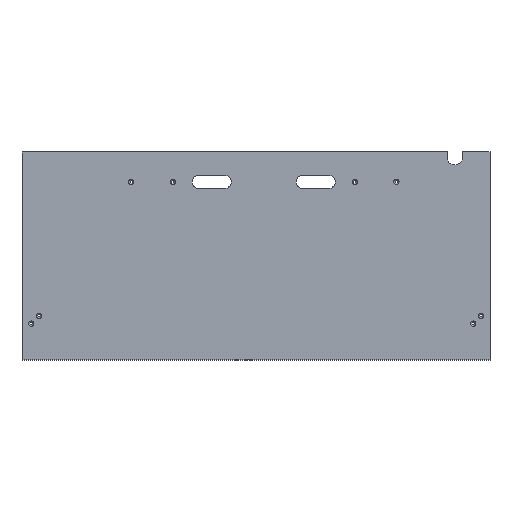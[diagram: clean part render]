
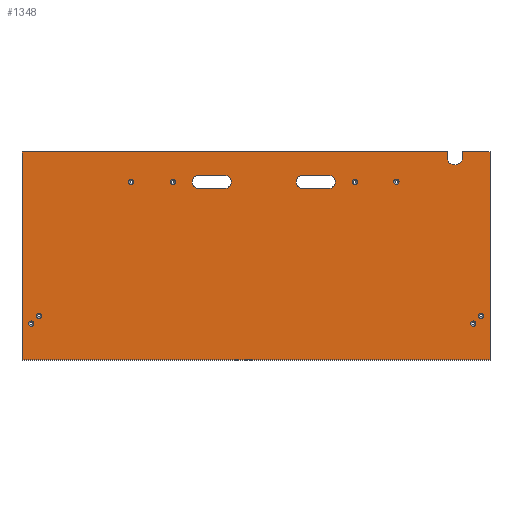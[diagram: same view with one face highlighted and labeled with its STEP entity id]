
A CAD part, top view. The second image highlights one B-rep face of the part: STEP entity #1348.
In plain terms, the highlighted planar face has unit normal (0, 0, 1).
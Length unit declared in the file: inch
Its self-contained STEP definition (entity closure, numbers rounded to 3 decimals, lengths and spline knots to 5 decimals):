
#41=PLANE('',#1534);
#77=LINE('',#2145,#179);
#81=LINE('',#2155,#183);
#82=LINE('',#2157,#184);
#83=LINE('',#2159,#185);
#84=LINE('',#2161,#186);
#85=LINE('',#2163,#187);
#86=LINE('',#2164,#188);
#87=LINE('',#2166,#189);
#88=LINE('',#2169,#190);
#89=LINE('',#2171,#191);
#90=LINE('',#2174,#192);
#179=VECTOR('',#1744,39.37008);
#183=VECTOR('',#1752,39.37008);
#184=VECTOR('',#1753,39.37008);
#185=VECTOR('',#1754,39.37008);
#186=VECTOR('',#1755,39.37008);
#187=VECTOR('',#1756,39.37008);
#188=VECTOR('',#1757,39.37008);
#189=VECTOR('',#1758,39.37008);
#190=VECTOR('',#1761,39.37008);
#191=VECTOR('',#1762,39.37008);
#192=VECTOR('',#1765,39.37008);
#326=FACE_BOUND('',#468,.T.);
#327=FACE_BOUND('',#469,.T.);
#328=FACE_BOUND('',#470,.T.);
#329=FACE_BOUND('',#471,.T.);
#330=FACE_BOUND('',#472,.T.);
#331=FACE_BOUND('',#473,.T.);
#332=FACE_BOUND('',#474,.T.);
#333=FACE_BOUND('',#475,.T.);
#334=FACE_BOUND('',#476,.T.);
#335=FACE_BOUND('',#477,.T.);
#377=FACE_OUTER_BOUND('',#467,.T.);
#467=EDGE_LOOP('',(#976,#977,#978,#979,#980,#981,#982,#983));
#468=EDGE_LOOP('',(#984));
#469=EDGE_LOOP('',(#985));
#470=EDGE_LOOP('',(#986));
#471=EDGE_LOOP('',(#987));
#472=EDGE_LOOP('',(#988));
#473=EDGE_LOOP('',(#989));
#474=EDGE_LOOP('',(#990));
#475=EDGE_LOOP('',(#991));
#476=EDGE_LOOP('',(#992,#993,#994,#995));
#477=EDGE_LOOP('',(#996,#997,#998,#999));
#555=CIRCLE('',#1489,0.2535);
#558=CIRCLE('',#1494,0.2535);
#561=CIRCLE('',#1499,0.2535);
#564=CIRCLE('',#1504,0.2535);
#567=CIRCLE('',#1509,0.2535);
#570=CIRCLE('',#1514,0.2535);
#573=CIRCLE('',#1519,0.2535);
#576=CIRCLE('',#1524,0.2535);
#579=CIRCLE('',#1529,0.625);
#581=CIRCLE('',#1532,0.625);
#582=CIRCLE('',#1535,0.75);
#583=CIRCLE('',#1536,0.625);
#584=CIRCLE('',#1537,0.625);
#629=VERTEX_POINT('',#2063);
#632=VERTEX_POINT('',#2071);
#635=VERTEX_POINT('',#2079);
#638=VERTEX_POINT('',#2087);
#641=VERTEX_POINT('',#2095);
#644=VERTEX_POINT('',#2103);
#647=VERTEX_POINT('',#2111);
#650=VERTEX_POINT('',#2119);
#654=VERTEX_POINT('',#2128);
#655=VERTEX_POINT('',#2130);
#658=VERTEX_POINT('',#2137);
#659=VERTEX_POINT('',#2139);
#660=VERTEX_POINT('',#2143);
#661=VERTEX_POINT('',#2144);
#664=VERTEX_POINT('',#2152);
#665=VERTEX_POINT('',#2153);
#666=VERTEX_POINT('',#2156);
#667=VERTEX_POINT('',#2158);
#668=VERTEX_POINT('',#2160);
#669=VERTEX_POINT('',#2162);
#670=VERTEX_POINT('',#2165);
#671=VERTEX_POINT('',#2167);
#672=VERTEX_POINT('',#2170);
#673=VERTEX_POINT('',#2172);
#757=EDGE_CURVE('',#629,#629,#555,.T.);
#760=EDGE_CURVE('',#632,#632,#558,.T.);
#763=EDGE_CURVE('',#635,#635,#561,.T.);
#766=EDGE_CURVE('',#638,#638,#564,.T.);
#769=EDGE_CURVE('',#641,#641,#567,.T.);
#772=EDGE_CURVE('',#644,#644,#570,.T.);
#775=EDGE_CURVE('',#647,#647,#573,.T.);
#778=EDGE_CURVE('',#650,#650,#576,.T.);
#782=EDGE_CURVE('',#654,#655,#579,.T.);
#786=EDGE_CURVE('',#658,#659,#581,.T.);
#788=EDGE_CURVE('',#660,#661,#77,.T.);
#792=EDGE_CURVE('',#664,#665,#582,.T.);
#793=EDGE_CURVE('',#660,#664,#81,.T.);
#794=EDGE_CURVE('',#661,#666,#82,.T.);
#795=EDGE_CURVE('',#666,#667,#83,.T.);
#796=EDGE_CURVE('',#667,#668,#84,.T.);
#797=EDGE_CURVE('',#668,#669,#85,.T.);
#798=EDGE_CURVE('',#665,#669,#86,.T.);
#799=EDGE_CURVE('',#670,#654,#87,.T.);
#800=EDGE_CURVE('',#671,#670,#583,.T.);
#801=EDGE_CURVE('',#655,#671,#88,.T.);
#802=EDGE_CURVE('',#672,#658,#89,.T.);
#803=EDGE_CURVE('',#673,#672,#584,.T.);
#804=EDGE_CURVE('',#659,#673,#90,.T.);
#976=ORIENTED_EDGE('',*,*,#792,.F.);
#977=ORIENTED_EDGE('',*,*,#793,.F.);
#978=ORIENTED_EDGE('',*,*,#788,.T.);
#979=ORIENTED_EDGE('',*,*,#794,.T.);
#980=ORIENTED_EDGE('',*,*,#795,.T.);
#981=ORIENTED_EDGE('',*,*,#796,.T.);
#982=ORIENTED_EDGE('',*,*,#797,.T.);
#983=ORIENTED_EDGE('',*,*,#798,.F.);
#984=ORIENTED_EDGE('',*,*,#778,.F.);
#985=ORIENTED_EDGE('',*,*,#775,.F.);
#986=ORIENTED_EDGE('',*,*,#772,.F.);
#987=ORIENTED_EDGE('',*,*,#769,.F.);
#988=ORIENTED_EDGE('',*,*,#763,.F.);
#989=ORIENTED_EDGE('',*,*,#760,.F.);
#990=ORIENTED_EDGE('',*,*,#757,.F.);
#991=ORIENTED_EDGE('',*,*,#766,.F.);
#992=ORIENTED_EDGE('',*,*,#799,.F.);
#993=ORIENTED_EDGE('',*,*,#800,.F.);
#994=ORIENTED_EDGE('',*,*,#801,.F.);
#995=ORIENTED_EDGE('',*,*,#782,.F.);
#996=ORIENTED_EDGE('',*,*,#802,.F.);
#997=ORIENTED_EDGE('',*,*,#803,.F.);
#998=ORIENTED_EDGE('',*,*,#804,.F.);
#999=ORIENTED_EDGE('',*,*,#786,.F.);
#1348=ADVANCED_FACE('',(#377,#326,#327,#328,#329,#330,#331,#332,#333,#334,
#335),#41,.F.);
#1489=AXIS2_PLACEMENT_3D('',#2064,#1650,#1651);
#1494=AXIS2_PLACEMENT_3D('',#2072,#1660,#1661);
#1499=AXIS2_PLACEMENT_3D('',#2080,#1670,#1671);
#1504=AXIS2_PLACEMENT_3D('',#2088,#1680,#1681);
#1509=AXIS2_PLACEMENT_3D('',#2096,#1690,#1691);
#1514=AXIS2_PLACEMENT_3D('',#2104,#1700,#1701);
#1519=AXIS2_PLACEMENT_3D('',#2112,#1710,#1711);
#1524=AXIS2_PLACEMENT_3D('',#2120,#1720,#1721);
#1529=AXIS2_PLACEMENT_3D('',#2131,#1731,#1732);
#1532=AXIS2_PLACEMENT_3D('',#2140,#1739,#1740);
#1534=AXIS2_PLACEMENT_3D('',#2151,#1748,#1749);
#1535=AXIS2_PLACEMENT_3D('',#2154,#1750,#1751);
#1536=AXIS2_PLACEMENT_3D('',#2168,#1759,#1760);
#1537=AXIS2_PLACEMENT_3D('',#2173,#1763,#1764);
#1650=DIRECTION('center_axis',(0.,0.,1.));
#1651=DIRECTION('ref_axis',(1.,0.,0.));
#1660=DIRECTION('center_axis',(0.,0.,1.));
#1661=DIRECTION('ref_axis',(1.,0.,0.));
#1670=DIRECTION('center_axis',(0.,0.,1.));
#1671=DIRECTION('ref_axis',(1.,0.,0.));
#1680=DIRECTION('center_axis',(0.,0.,1.));
#1681=DIRECTION('ref_axis',(1.,0.,0.));
#1690=DIRECTION('center_axis',(0.,0.,1.));
#1691=DIRECTION('ref_axis',(1.,0.,0.));
#1700=DIRECTION('center_axis',(0.,0.,1.));
#1701=DIRECTION('ref_axis',(1.,0.,0.));
#1710=DIRECTION('center_axis',(0.,0.,1.));
#1711=DIRECTION('ref_axis',(1.,0.,0.));
#1720=DIRECTION('center_axis',(0.,0.,1.));
#1721=DIRECTION('ref_axis',(1.,0.,0.));
#1731=DIRECTION('center_axis',(0.,0.,1.));
#1732=DIRECTION('ref_axis',(1.,0.,0.));
#1739=DIRECTION('center_axis',(0.,0.,1.));
#1740=DIRECTION('ref_axis',(1.,0.,0.));
#1744=DIRECTION('',(-1.,0.,0.));
#1748=DIRECTION('center_axis',(0.,0.,-1.));
#1749=DIRECTION('ref_axis',(-1.,0.,0.));
#1750=DIRECTION('center_axis',(0.,0.,1.));
#1751=DIRECTION('ref_axis',(-1.,0.,0.));
#1752=DIRECTION('',(0.,-1.,0.));
#1753=DIRECTION('',(0.,-1.,0.));
#1754=DIRECTION('',(1.,0.,0.));
#1755=DIRECTION('',(0.,1.,0.));
#1756=DIRECTION('',(-1.,0.,0.));
#1757=DIRECTION('',(0.,1.,0.));
#1758=DIRECTION('',(1.,0.,0.));
#1759=DIRECTION('center_axis',(0.,0.,1.));
#1760=DIRECTION('ref_axis',(1.,0.,0.));
#1761=DIRECTION('',(-1.,0.,0.));
#1762=DIRECTION('',(1.,0.,0.));
#1763=DIRECTION('center_axis',(0.,0.,1.));
#1764=DIRECTION('ref_axis',(1.,0.,0.));
#1765=DIRECTION('',(-1.,0.,0.));
#2063=CARTESIAN_POINT('',(36.2535,17.125,0.25));
#2064=CARTESIAN_POINT('Origin',(36.,17.125,0.25));
#2071=CARTESIAN_POINT('',(32.2535,17.125,0.25));
#2072=CARTESIAN_POINT('Origin',(32.,17.125,0.25));
#2079=CARTESIAN_POINT('',(14.7535,17.125,0.25));
#2080=CARTESIAN_POINT('Origin',(14.5,17.125,0.25));
#2087=CARTESIAN_POINT('',(10.7535,17.125,0.25));
#2088=CARTESIAN_POINT('Origin',(10.5,17.125,0.25));
#2095=CARTESIAN_POINT('',(44.3785,4.25,0.25));
#2096=CARTESIAN_POINT('Origin',(44.125,4.25,0.25));
#2103=CARTESIAN_POINT('',(43.6285,3.5,0.25));
#2104=CARTESIAN_POINT('Origin',(43.375,3.5,0.25));
#2111=CARTESIAN_POINT('',(1.8785,4.25,0.25));
#2112=CARTESIAN_POINT('Origin',(1.625,4.25,0.25));
#2119=CARTESIAN_POINT('',(1.1285,3.5,0.25));
#2120=CARTESIAN_POINT('Origin',(0.875,3.5,0.25));
#2128=CARTESIAN_POINT('',(19.5,16.5,0.25));
#2130=CARTESIAN_POINT('',(19.5,17.75,0.25));
#2131=CARTESIAN_POINT('Origin',(19.5,17.125,0.25));
#2137=CARTESIAN_POINT('',(29.5,16.5,0.25));
#2139=CARTESIAN_POINT('',(29.5,17.75,0.25));
#2140=CARTESIAN_POINT('Origin',(29.5,17.125,0.25));
#2143=CARTESIAN_POINT('',(40.875,20.,0.25));
#2144=CARTESIAN_POINT('',(0.,20.,0.25));
#2145=CARTESIAN_POINT('',(0.,20.,0.25));
#2151=CARTESIAN_POINT('Origin',(0.,0.,0.25));
#2152=CARTESIAN_POINT('',(40.875,19.5,0.25));
#2153=CARTESIAN_POINT('',(42.375,19.5,0.25));
#2154=CARTESIAN_POINT('Origin',(41.625,19.5,0.25));
#2155=CARTESIAN_POINT('',(40.875,20.,0.25));
#2156=CARTESIAN_POINT('',(0.,0.,0.25));
#2157=CARTESIAN_POINT('',(0.,0.,0.25));
#2158=CARTESIAN_POINT('',(45.,0.,0.25));
#2159=CARTESIAN_POINT('',(0.,0.,0.25));
#2160=CARTESIAN_POINT('',(45.,20.,0.25));
#2161=CARTESIAN_POINT('',(45.,0.,0.25));
#2162=CARTESIAN_POINT('',(42.375,20.,0.25));
#2163=CARTESIAN_POINT('',(0.,20.,0.25));
#2164=CARTESIAN_POINT('',(42.375,20.,0.25));
#2165=CARTESIAN_POINT('',(17.,16.5,0.25));
#2166=CARTESIAN_POINT('',(17.,16.5,0.25));
#2167=CARTESIAN_POINT('',(17.,17.75,0.25));
#2168=CARTESIAN_POINT('Origin',(17.,17.125,0.25));
#2169=CARTESIAN_POINT('',(17.,17.75,0.25));
#2170=CARTESIAN_POINT('',(27.,16.5,0.25));
#2171=CARTESIAN_POINT('',(27.,16.5,0.25));
#2172=CARTESIAN_POINT('',(27.,17.75,0.25));
#2173=CARTESIAN_POINT('Origin',(27.,17.125,0.25));
#2174=CARTESIAN_POINT('',(27.,17.75,0.25));
